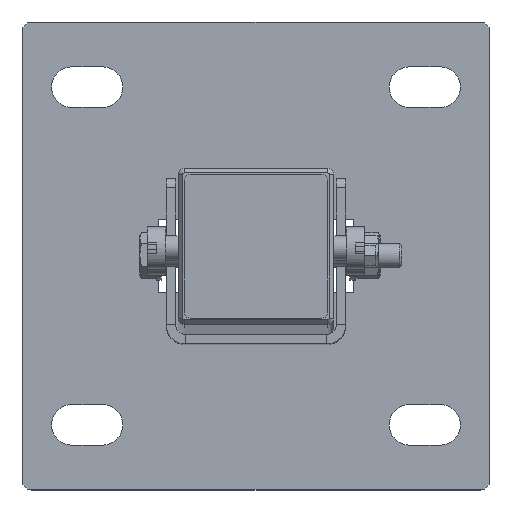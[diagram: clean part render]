
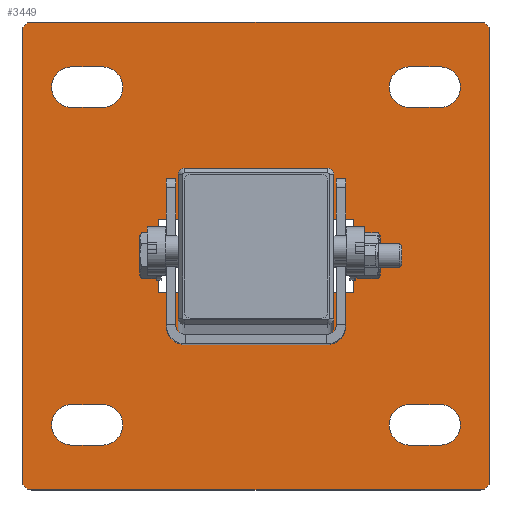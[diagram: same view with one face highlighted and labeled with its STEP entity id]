
A CAD part, top view. The second image highlights one B-rep face of the part: STEP entity #3449.
In plain terms, the highlighted planar face has unit normal (0, 0, 1).
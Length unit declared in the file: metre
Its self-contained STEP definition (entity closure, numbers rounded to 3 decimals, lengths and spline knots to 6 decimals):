
#241=LINE('',#8146,#515);
#242=LINE('',#8151,#516);
#243=LINE('',#8157,#517);
#244=LINE('',#8161,#518);
#245=LINE('',#8162,#519);
#246=LINE('',#8165,#520);
#247=LINE('',#8167,#521);
#248=LINE('',#8169,#522);
#249=LINE('',#8170,#523);
#250=LINE('',#8173,#524);
#251=LINE('',#8175,#525);
#252=LINE('',#8177,#526);
#253=LINE('',#8178,#527);
#254=LINE('',#8183,#528);
#255=LINE('',#8187,#529);
#256=LINE('',#8191,#530);
#257=LINE('',#8197,#531);
#258=LINE('',#8201,#532);
#259=LINE('',#8202,#533);
#260=LINE('',#8207,#534);
#515=VECTOR('',#4722,1.);
#516=VECTOR('',#4725,1.);
#517=VECTOR('',#4730,1.);
#518=VECTOR('',#4733,1.);
#519=VECTOR('',#4734,1.);
#520=VECTOR('',#4735,1.);
#521=VECTOR('',#4736,1.);
#522=VECTOR('',#4737,1.);
#523=VECTOR('',#4738,1.);
#524=VECTOR('',#4739,1.);
#525=VECTOR('',#4740,1.);
#526=VECTOR('',#4741,1.);
#527=VECTOR('',#4742,1.);
#528=VECTOR('',#4745,1.);
#529=VECTOR('',#4748,1.);
#530=VECTOR('',#4751,1.);
#531=VECTOR('',#4756,1.);
#532=VECTOR('',#4759,1.);
#533=VECTOR('',#4760,1.);
#534=VECTOR('',#4763,1.);
#1486=ORIENTED_EDGE('',*,*,#2080,.F.);
#1487=ORIENTED_EDGE('',*,*,#2081,.F.);
#1488=ORIENTED_EDGE('',*,*,#2082,.T.);
#1489=ORIENTED_EDGE('',*,*,#2083,.F.);
#1490=ORIENTED_EDGE('',*,*,#2084,.T.);
#1491=ORIENTED_EDGE('',*,*,#2085,.T.);
#1492=ORIENTED_EDGE('',*,*,#2086,.T.);
#1493=ORIENTED_EDGE('',*,*,#2087,.F.);
#1494=ORIENTED_EDGE('',*,*,#2088,.F.);
#1495=ORIENTED_EDGE('',*,*,#2089,.F.);
#1496=ORIENTED_EDGE('',*,*,#2090,.T.);
#1497=ORIENTED_EDGE('',*,*,#2091,.F.);
#1498=ORIENTED_EDGE('',*,*,#2092,.F.);
#1499=ORIENTED_EDGE('',*,*,#2093,.F.);
#1500=ORIENTED_EDGE('',*,*,#2094,.T.);
#1501=ORIENTED_EDGE('',*,*,#2095,.F.);
#1502=ORIENTED_EDGE('',*,*,#2096,.F.);
#1503=ORIENTED_EDGE('',*,*,#2097,.T.);
#1504=ORIENTED_EDGE('',*,*,#2098,.T.);
#1505=ORIENTED_EDGE('',*,*,#2099,.T.);
#1506=ORIENTED_EDGE('',*,*,#2100,.T.);
#1507=ORIENTED_EDGE('',*,*,#2101,.T.);
#1508=ORIENTED_EDGE('',*,*,#2102,.F.);
#1509=ORIENTED_EDGE('',*,*,#2103,.T.);
#1510=ORIENTED_EDGE('',*,*,#2104,.T.);
#1511=ORIENTED_EDGE('',*,*,#2105,.T.);
#1512=ORIENTED_EDGE('',*,*,#2106,.T.);
#1513=ORIENTED_EDGE('',*,*,#2107,.F.);
#1514=ORIENTED_EDGE('',*,*,#2108,.F.);
#1515=ORIENTED_EDGE('',*,*,#2109,.F.);
#1516=ORIENTED_EDGE('',*,*,#2110,.T.);
#1517=ORIENTED_EDGE('',*,*,#2111,.F.);
#2080=EDGE_CURVE('',#2433,#2434,#241,.T.);
#2081=EDGE_CURVE('',#2435,#2433,#2602,.T.);
#2082=EDGE_CURVE('',#2435,#2436,#242,.T.);
#2083=EDGE_CURVE('',#2434,#2436,#2603,.T.);
#2084=EDGE_CURVE('',#2437,#2438,#2604,.T.);
#2085=EDGE_CURVE('',#2438,#2439,#243,.T.);
#2086=EDGE_CURVE('',#2439,#2440,#2605,.T.);
#2087=EDGE_CURVE('',#2437,#2440,#244,.T.);
#2088=EDGE_CURVE('',#2441,#2442,#245,.T.);
#2089=EDGE_CURVE('',#2443,#2441,#246,.F.);
#2090=EDGE_CURVE('',#2443,#2444,#247,.T.);
#2091=EDGE_CURVE('',#2442,#2444,#248,.T.);
#2092=EDGE_CURVE('',#2445,#2446,#249,.T.);
#2093=EDGE_CURVE('',#2447,#2445,#250,.F.);
#2094=EDGE_CURVE('',#2447,#2448,#251,.T.);
#2095=EDGE_CURVE('',#2446,#2448,#252,.T.);
#2096=EDGE_CURVE('',#2449,#2450,#253,.T.);
#2097=EDGE_CURVE('',#2449,#2451,#2606,.T.);
#2098=EDGE_CURVE('',#2451,#2452,#254,.T.);
#2099=EDGE_CURVE('',#2452,#2453,#2607,.T.);
#2100=EDGE_CURVE('',#2453,#2454,#255,.T.);
#2101=EDGE_CURVE('',#2454,#2455,#2608,.T.);
#2102=EDGE_CURVE('',#2456,#2455,#256,.T.);
#2103=EDGE_CURVE('',#2456,#2450,#2609,.T.);
#2104=EDGE_CURVE('',#2457,#2458,#2610,.T.);
#2105=EDGE_CURVE('',#2458,#2459,#257,.T.);
#2106=EDGE_CURVE('',#2459,#2460,#2611,.T.);
#2107=EDGE_CURVE('',#2457,#2460,#258,.T.);
#2108=EDGE_CURVE('',#2461,#2462,#259,.T.);
#2109=EDGE_CURVE('',#2463,#2461,#2612,.T.);
#2110=EDGE_CURVE('',#2463,#2464,#260,.T.);
#2111=EDGE_CURVE('',#2462,#2464,#2613,.T.);
#2433=VERTEX_POINT('',#8147);
#2434=VERTEX_POINT('',#8148);
#2435=VERTEX_POINT('',#8150);
#2436=VERTEX_POINT('',#8152);
#2437=VERTEX_POINT('',#8155);
#2438=VERTEX_POINT('',#8156);
#2439=VERTEX_POINT('',#8158);
#2440=VERTEX_POINT('',#8160);
#2441=VERTEX_POINT('',#8163);
#2442=VERTEX_POINT('',#8164);
#2443=VERTEX_POINT('',#8166);
#2444=VERTEX_POINT('',#8168);
#2445=VERTEX_POINT('',#8171);
#2446=VERTEX_POINT('',#8172);
#2447=VERTEX_POINT('',#8174);
#2448=VERTEX_POINT('',#8176);
#2449=VERTEX_POINT('',#8179);
#2450=VERTEX_POINT('',#8180);
#2451=VERTEX_POINT('',#8182);
#2452=VERTEX_POINT('',#8184);
#2453=VERTEX_POINT('',#8186);
#2454=VERTEX_POINT('',#8188);
#2455=VERTEX_POINT('',#8190);
#2456=VERTEX_POINT('',#8192);
#2457=VERTEX_POINT('',#8195);
#2458=VERTEX_POINT('',#8196);
#2459=VERTEX_POINT('',#8198);
#2460=VERTEX_POINT('',#8200);
#2461=VERTEX_POINT('',#8203);
#2462=VERTEX_POINT('',#8204);
#2463=VERTEX_POINT('',#8206);
#2464=VERTEX_POINT('',#8208);
#2602=CIRCLE('',#3893,0.0066);
#2603=CIRCLE('',#3894,0.0066);
#2604=CIRCLE('',#3895,0.0066);
#2605=CIRCLE('',#3896,0.0066);
#2606=CIRCLE('',#3897,0.003175);
#2607=CIRCLE('',#3898,0.003175);
#2608=CIRCLE('',#3899,0.003175);
#2609=CIRCLE('',#3900,0.003175);
#2610=CIRCLE('',#3901,0.0066);
#2611=CIRCLE('',#3902,0.0066);
#2612=CIRCLE('',#3903,0.0066);
#2613=CIRCLE('',#3904,0.0066);
#2848=EDGE_LOOP('',(#1486,#1487,#1488,#1489));
#2849=EDGE_LOOP('',(#1490,#1491,#1492,#1493));
#2850=EDGE_LOOP('',(#1494,#1495,#1496,#1497));
#2851=EDGE_LOOP('',(#1498,#1499,#1500,#1501));
#2852=EDGE_LOOP('',(#1502,#1503,#1504,#1505,#1506,#1507,#1508,#1509));
#2853=EDGE_LOOP('',(#1510,#1511,#1512,#1513));
#2854=EDGE_LOOP('',(#1514,#1515,#1516,#1517));
#3127=FACE_BOUND('',#2848,.T.);
#3128=FACE_BOUND('',#2849,.T.);
#3129=FACE_BOUND('',#2850,.T.);
#3130=FACE_BOUND('',#2851,.T.);
#3131=FACE_BOUND('',#2852,.T.);
#3132=FACE_BOUND('',#2853,.T.);
#3133=FACE_BOUND('',#2854,.T.);
#3268=PLANE('',#3892);
#3449=ADVANCED_FACE('',(#3127,#3128,#3129,#3130,#3131,#3132,#3133),#3268,
 .T.);
#3892=AXIS2_PLACEMENT_3D('',#8145,#4720,#4721);
#3893=AXIS2_PLACEMENT_3D('',#8149,#4723,#4724);
#3894=AXIS2_PLACEMENT_3D('',#8153,#4726,#4727);
#3895=AXIS2_PLACEMENT_3D('',#8154,#4728,#4729);
#3896=AXIS2_PLACEMENT_3D('',#8159,#4731,#4732);
#3897=AXIS2_PLACEMENT_3D('',#8181,#4743,#4744);
#3898=AXIS2_PLACEMENT_3D('',#8185,#4746,#4747);
#3899=AXIS2_PLACEMENT_3D('',#8189,#4749,#4750);
#3900=AXIS2_PLACEMENT_3D('',#8193,#4752,#4753);
#3901=AXIS2_PLACEMENT_3D('',#8194,#4754,#4755);
#3902=AXIS2_PLACEMENT_3D('',#8199,#4757,#4758);
#3903=AXIS2_PLACEMENT_3D('',#8205,#4761,#4762);
#3904=AXIS2_PLACEMENT_3D('',#8209,#4764,#4765);
#4720=DIRECTION('',(0.,0.,1.));
#4721=DIRECTION('',(1.,0.,0.));
#4722=DIRECTION('',(1.,0.,0.));
#4723=DIRECTION('',(0.,0.,1.));
#4724=DIRECTION('',(1.,0.,0.));
#4725=DIRECTION('',(1.,0.,0.));
#4726=DIRECTION('',(0.,0.,1.));
#4727=DIRECTION('',(1.,0.,0.));
#4728=DIRECTION('',(0.,0.,-1.));
#4729=DIRECTION('',(1.,0.,0.));
#4730=DIRECTION('',(1.,0.,0.));
#4731=DIRECTION('',(0.,0.,-1.));
#4732=DIRECTION('',(1.,0.,0.));
#4733=DIRECTION('',(1.,0.,0.));
#4734=DIRECTION('',(0.,-1.,0.));
#4735=DIRECTION('',(1.,0.,0.));
#4736=DIRECTION('',(0.,-1.,0.));
#4737=DIRECTION('',(1.,0.,0.));
#4738=DIRECTION('',(0.,1.,0.));
#4739=DIRECTION('',(-1.,0.,0.));
#4740=DIRECTION('',(0.,1.,0.));
#4741=DIRECTION('',(-1.,0.,0.));
#4742=DIRECTION('',(1.,0.,0.));
#4743=DIRECTION('',(0.,0.,1.));
#4744=DIRECTION('',(1.,0.,0.));
#4745=DIRECTION('',(0.,-1.,0.));
#4746=DIRECTION('',(0.,0.,1.));
#4747=DIRECTION('',(1.,0.,0.));
#4748=DIRECTION('',(1.,0.,0.));
#4749=DIRECTION('',(0.,0.,1.));
#4750=DIRECTION('',(1.,0.,0.));
#4751=DIRECTION('',(0.,-1.,0.));
#4752=DIRECTION('',(0.,0.,1.));
#4753=DIRECTION('',(1.,0.,0.));
#4754=DIRECTION('',(0.,0.,-1.));
#4755=DIRECTION('',(1.,0.,0.));
#4756=DIRECTION('',(-1.,0.,0.));
#4757=DIRECTION('',(0.,0.,-1.));
#4758=DIRECTION('',(1.,0.,0.));
#4759=DIRECTION('',(-1.,0.,0.));
#4760=DIRECTION('',(-1.,0.,0.));
#4761=DIRECTION('',(0.,0.,1.));
#4762=DIRECTION('',(1.,0.,0.));
#4763=DIRECTION('',(-1.,0.,0.));
#4764=DIRECTION('',(0.,0.,1.));
#4765=DIRECTION('',(1.,0.,0.));
#8145=CARTESIAN_POINT('',(0.,0.,0.));
#8146=CARTESIAN_POINT('',(-0.055,0.0484,0.));
#8147=CARTESIAN_POINT('',(-0.06,0.0484,0.));
#8148=CARTESIAN_POINT('',(-0.05,0.0484,0.));
#8149=CARTESIAN_POINT('',(-0.06,0.055,0.));
#8150=CARTESIAN_POINT('',(-0.06,0.0616,0.));
#8151=CARTESIAN_POINT('',(-0.055,0.0616,0.));
#8152=CARTESIAN_POINT('',(-0.05,0.0616,0.));
#8153=CARTESIAN_POINT('',(-0.05,0.055,0.));
#8154=CARTESIAN_POINT('',(-0.06,-0.055,0.));
#8155=CARTESIAN_POINT('',(-0.06,-0.0616,0.));
#8156=CARTESIAN_POINT('',(-0.06,-0.0484,0.));
#8157=CARTESIAN_POINT('',(-0.055,-0.0484,0.));
#8158=CARTESIAN_POINT('',(-0.05,-0.0484,0.));
#8159=CARTESIAN_POINT('',(-0.05,-0.055,0.));
#8160=CARTESIAN_POINT('',(-0.05,-0.0616,0.));
#8161=CARTESIAN_POINT('',(-0.055,-0.0616,0.));
#8162=CARTESIAN_POINT('',(0.02365,0.,0.));
#8163=CARTESIAN_POINT('',(0.02365,0.012025,0.));
#8164=CARTESIAN_POINT('',(0.02365,-0.01203,0.));
#8165=CARTESIAN_POINT('',(0.,0.012025,0.));
#8166=CARTESIAN_POINT('',(0.031688,0.012025,0.));
#8167=CARTESIAN_POINT('',(0.031688,0.,0.));
#8168=CARTESIAN_POINT('',(0.031688,-0.01203,0.));
#8169=CARTESIAN_POINT('',(0.,-0.01203,0.));
#8170=CARTESIAN_POINT('',(-0.02365,0.,0.));
#8171=CARTESIAN_POINT('',(-0.02365,-0.01203,0.));
#8172=CARTESIAN_POINT('',(-0.02365,0.012025,0.));
#8173=CARTESIAN_POINT('',(0.,-0.01203,0.));
#8174=CARTESIAN_POINT('',(-0.031688,-0.01203,0.));
#8175=CARTESIAN_POINT('',(-0.031688,0.,0.));
#8176=CARTESIAN_POINT('',(-0.031688,0.012025,0.));
#8177=CARTESIAN_POINT('',(0.,0.012025,0.));
#8178=CARTESIAN_POINT('',(0.,0.0762,0.));
#8179=CARTESIAN_POINT('',(-0.073025,0.0762,0.));
#8180=CARTESIAN_POINT('',(0.073025,0.0762,0.));
#8181=CARTESIAN_POINT('',(-0.073025,0.073025,0.));
#8182=CARTESIAN_POINT('',(-0.0762,0.073025,0.));
#8183=CARTESIAN_POINT('',(-0.0762,0.,0.));
#8184=CARTESIAN_POINT('',(-0.0762,-0.073025,0.));
#8185=CARTESIAN_POINT('',(-0.073025,-0.073025,0.));
#8186=CARTESIAN_POINT('',(-0.073025,-0.0762,0.));
#8187=CARTESIAN_POINT('',(0.,-0.0762,0.));
#8188=CARTESIAN_POINT('',(0.073025,-0.0762,0.));
#8189=CARTESIAN_POINT('',(0.073025,-0.073025,0.));
#8190=CARTESIAN_POINT('',(0.0762,-0.073025,0.));
#8191=CARTESIAN_POINT('',(0.0762,0.,0.));
#8192=CARTESIAN_POINT('',(0.0762,0.073025,0.));
#8193=CARTESIAN_POINT('',(0.073025,0.073025,0.));
#8194=CARTESIAN_POINT('',(0.06,0.055,0.));
#8195=CARTESIAN_POINT('',(0.06,0.0616,0.));
#8196=CARTESIAN_POINT('',(0.06,0.0484,0.));
#8197=CARTESIAN_POINT('',(0.055,0.0484,0.));
#8198=CARTESIAN_POINT('',(0.05,0.0484,0.));
#8199=CARTESIAN_POINT('',(0.05,0.055,0.));
#8200=CARTESIAN_POINT('',(0.05,0.0616,0.));
#8201=CARTESIAN_POINT('',(0.055,0.0616,0.));
#8202=CARTESIAN_POINT('',(0.055,-0.0484,0.));
#8203=CARTESIAN_POINT('',(0.06,-0.0484,0.));
#8204=CARTESIAN_POINT('',(0.05,-0.0484,0.));
#8205=CARTESIAN_POINT('',(0.06,-0.055,0.));
#8206=CARTESIAN_POINT('',(0.06,-0.0616,0.));
#8207=CARTESIAN_POINT('',(0.055,-0.0616,0.));
#8208=CARTESIAN_POINT('',(0.05,-0.0616,0.));
#8209=CARTESIAN_POINT('',(0.05,-0.055,0.));
